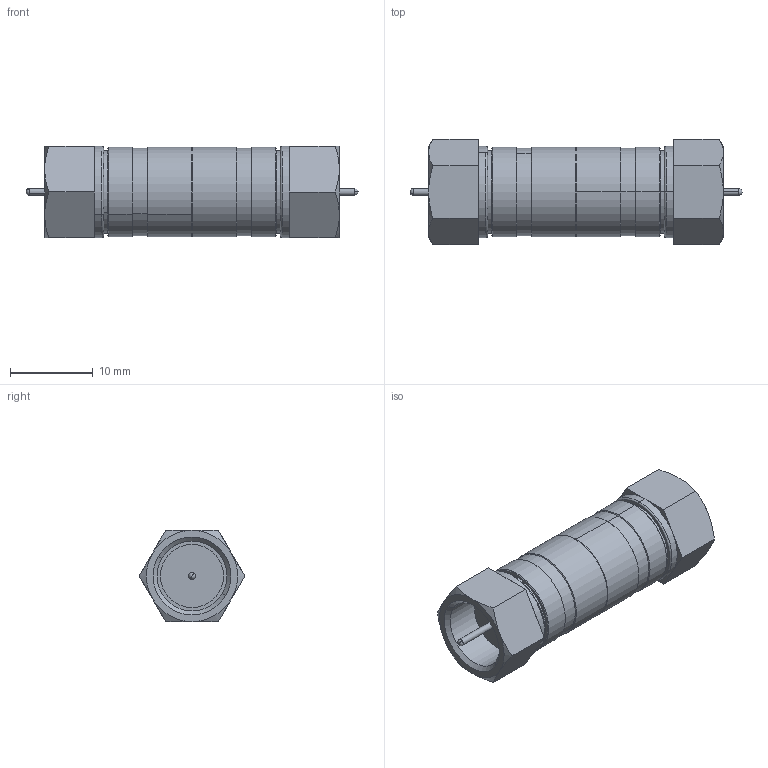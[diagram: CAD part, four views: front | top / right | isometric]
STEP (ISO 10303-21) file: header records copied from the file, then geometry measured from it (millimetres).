
FILE_DESCRIPTION (( 'STEP AP214' ), '1' );
FILE_NAME ('LCAD9796_3D.step', '2023-10-27T21:32:35', ( '' ), ( '' ), 'SwSTEP 2.0', 'SolidWorks 2022', '' );
FILE_SCHEMA (( 'AUTOMOTIVE_DESIGN' ));
Length unit declared in the file: inch
Products named in the file (5): LCAD9796_MA1; 1AB13-006-MA2; 1AB13-006-MA3; LCAD9796_3D
Assembly tree (5 placements, depth 3):
  LCAD9796_3D
    LCAD9796_MA1  x2
      LCAD9796_MA1
      1AB13-006-MA2
      1AB13-006-MA3
Bounding box: 40.01 x 12.7 x 11 mm (x, y, z)
Volume: 3076.7 mm3; surface area: 4040.2 mm2
Topology: 6 solids, 6 shells, 192 faces, 412 edges, 244 vertices
Faces by surface type: cylinder 84, plane 56, cone 44, torus 4, sphere 4
Entity records: 2989 total; most frequent: CARTESIAN_POINT 547, DIRECTION 500, ORIENTED_EDGE 404, AXIS2_PLACEMENT_3D 211, EDGE_CURVE 202, VERTEX_POINT 122, EDGE_LOOP 112, CIRCLE 106
